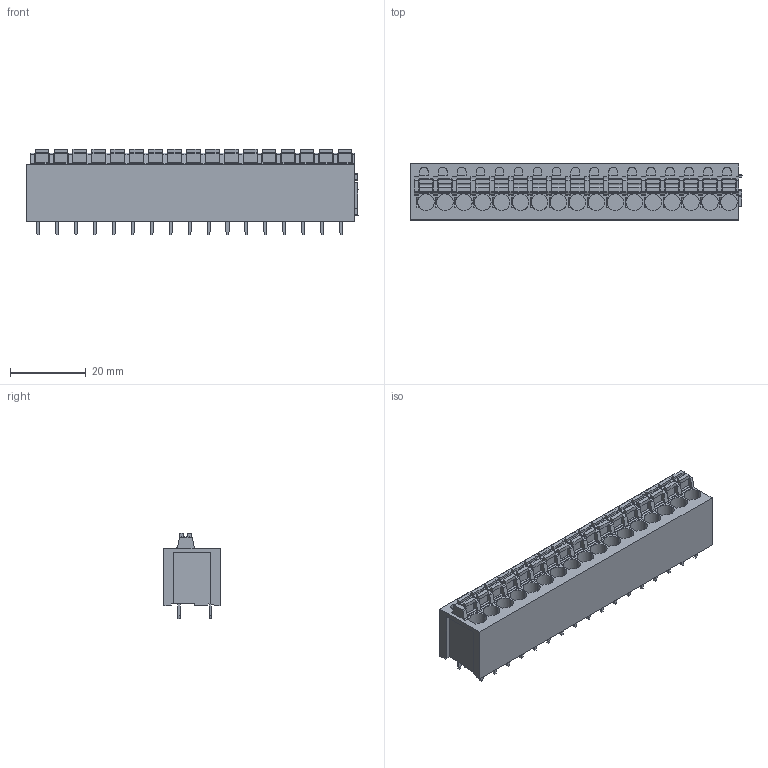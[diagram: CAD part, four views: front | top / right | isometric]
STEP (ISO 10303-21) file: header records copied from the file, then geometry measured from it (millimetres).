
FILE_DESCRIPTION(('CATIA V5 STEP Exchange','CAx-IF Rec.Pracs.--- Model Styling and Organization---1.4--- 2014-01-23'),'2;1');
FILE_NAME ('D1491548_0_1425190000_1425190000.stp','2021-06-28T12:17:02+00:00',('none'),('Weidmueller'),'CATIA Version 5-6 Release 2016 SP3 HF44','CATIA V5 STEP AP214','none');
FILE_SCHEMA(('AUTOMOTIVE_DESIGN { 1 0 10303 214 1 1 1 1 }'));
Length unit declared in the file: millimetre
Products named in the file (1): 1425190000
Bounding box: 87.65 x 14.8 x 22.7 mm (x, y, z)
Volume: 18112.7 mm3; surface area: 10666.5 mm2
Topology: 52 solids, 52 shells, 1165 faces, 3072 edges, 2048 vertices
Faces by surface type: plane 891, cylinder 274
Entity records: 34356 total; most frequent: ORIENTED_EDGE 6144, CARTESIAN_POINT 6079, DIRECTION 4499, EDGE_CURVE 3072, VECTOR 2490, LINE 2490, VERTEX_POINT 2048, AXIS2_PLACEMENT_3D 1277
